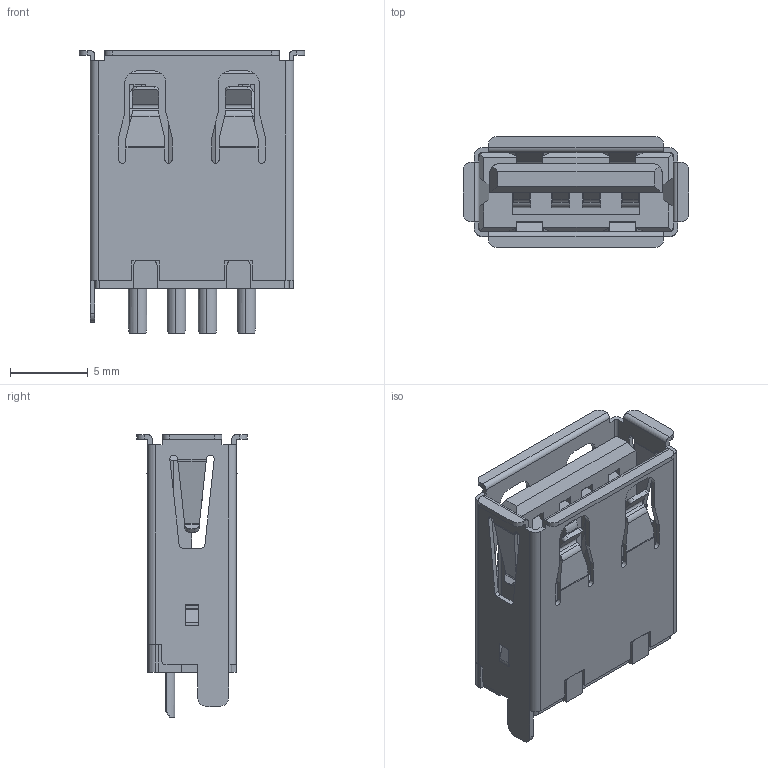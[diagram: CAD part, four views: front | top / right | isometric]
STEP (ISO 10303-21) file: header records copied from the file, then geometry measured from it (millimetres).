
FILE_DESCRIPTION (( 'STEP AP214' ), '1' );
FILE_NAME ('690L104-19D-021.STEP', '2021-01-14T15:02:16', ( '' ), ( '' ), 'SwSTEP 2.0', 'SolidWorks 2020', '' );
FILE_SCHEMA (( 'AUTOMOTIVE_DESIGN' ));
Length unit declared in the file: millimetre
Products named in the file (5): Shell 690L104-X9D-02X; Insulator 690L104-X9D-02X_Black; 690L104-19D-021; Contact 690L104-X9D-02X; Insulator 2 690L104-X9D-02X_Black
Assembly tree (7 placements, depth 2):
  690L104-19D-021
    Insulator 690L104-X9D-02X_Black
    Shell 690L104-X9D-02X
    Contact 690L104-X9D-02X  x4
    Insulator 2 690L104-X9D-02X_Black
Bounding box: 14.5 x 7.12 x 18.2 mm (x, y, z)
Volume: 618.3 mm3; surface area: 2269.9 mm2
Topology: 7 solids, 7 shells, 790 faces, 2170 edges, 1386 vertices
Faces by surface type: plane 558, cylinder 184, bspline 40, cone 8
Entity records: 19730 total; most frequent: CARTESIAN_POINT 4093, ORIENTED_EDGE 3338, DIRECTION 3057, EDGE_CURVE 1669, VECTOR 1363, LINE 1363, VERTEX_POINT 1068, AXIS2_PLACEMENT_3D 847
